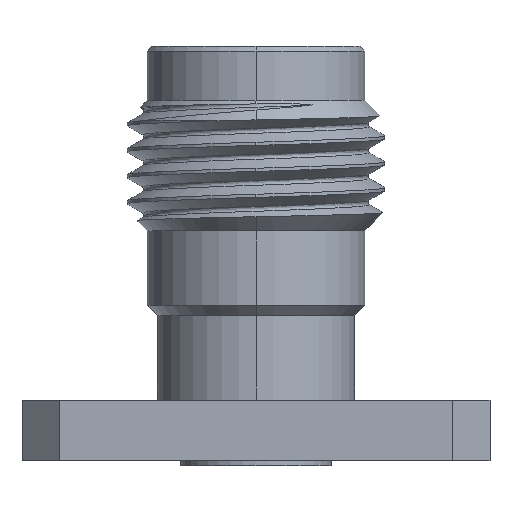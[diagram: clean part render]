
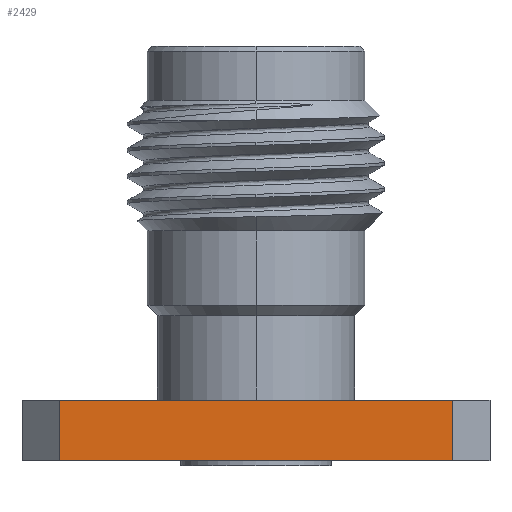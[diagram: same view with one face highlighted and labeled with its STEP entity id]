
A CAD part, front view. The second image highlights one B-rep face of the part: STEP entity #2429.
In plain terms, the highlighted planar face has unit normal (0, -1, 0).
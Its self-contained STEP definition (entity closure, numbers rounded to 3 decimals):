
#62 = DIRECTION ( 'NONE',  ( 0., 0., -1. ) ) ;
#87 = DIRECTION ( 'NONE',  ( 1., 0., 0. ) ) ;
#147 = LINE ( 'NONE', #2840, #3425 ) ;
#287 = CARTESIAN_POINT ( 'NONE',  ( 5.334, -6.35, -1.65 ) ) ;
#295 = AXIS2_PLACEMENT_3D ( 'NONE', #2745, #4314, #1977 ) ;
#397 = CARTESIAN_POINT ( 'NONE',  ( 5.334, -6.35, -1.65 ) ) ;
#408 = VERTEX_POINT ( 'NONE', #2194 ) ;
#437 = VECTOR ( 'NONE', #62, 1000. ) ;
#568 = ORIENTED_EDGE ( 'NONE', *, *, #1713, .T. ) ;
#726 = VERTEX_POINT ( 'NONE', #397 ) ;
#790 = VECTOR ( 'NONE', #1455, 1000. ) ;
#1215 = EDGE_CURVE ( 'NONE', #726, #3430, #1802, .T. ) ;
#1455 = DIRECTION ( 'NONE',  ( 0., 0., 1. ) ) ;
#1610 = PLANE ( 'NONE',  #295 ) ;
#1713 = EDGE_CURVE ( 'NONE', #3720, #726, #3908, .T. ) ;
#1802 = LINE ( 'NONE', #287, #790 ) ;
#1977 = DIRECTION ( 'NONE',  ( 0., 0., -1. ) ) ;
#1997 = CARTESIAN_POINT ( 'NONE',  ( -6.35, -6.35, -1.65 ) ) ;
#2017 = ORIENTED_EDGE ( 'NONE', *, *, #3350, .F. ) ;
#2194 = CARTESIAN_POINT ( 'NONE',  ( -5.334, -6.35, 0. ) ) ;
#2429 = ADVANCED_FACE ( 'NONE', ( #3227 ), #1610, .T. ) ;
#2745 = CARTESIAN_POINT ( 'NONE',  ( -6.35, -6.35, -1.65 ) ) ;
#2751 = VECTOR ( 'NONE', #87, 1000. ) ;
#2840 = CARTESIAN_POINT ( 'NONE',  ( -6.35, -6.35, 0. ) ) ;
#3062 = EDGE_LOOP ( 'NONE', ( #2017, #3693, #568, #3117 ) ) ;
#3117 = ORIENTED_EDGE ( 'NONE', *, *, #1215, .T. ) ;
#3227 = FACE_OUTER_BOUND ( 'NONE', #3062, .T. ) ;
#3350 = EDGE_CURVE ( 'NONE', #408, #3430, #147, .T. ) ;
#3425 = VECTOR ( 'NONE', #4740, 1000. ) ;
#3430 = VERTEX_POINT ( 'NONE', #4826 ) ;
#3484 = LINE ( 'NONE', #4312, #437 ) ;
#3693 = ORIENTED_EDGE ( 'NONE', *, *, #3840, .T. ) ;
#3720 = VERTEX_POINT ( 'NONE', #4557 ) ;
#3840 = EDGE_CURVE ( 'NONE', #408, #3720, #3484, .T. ) ;
#3908 = LINE ( 'NONE', #1997, #2751 ) ;
#4312 = CARTESIAN_POINT ( 'NONE',  ( -5.334, -6.35, -1.65 ) ) ;
#4314 = DIRECTION ( 'NONE',  ( 0., -1., 0. ) ) ;
#4557 = CARTESIAN_POINT ( 'NONE',  ( -5.334, -6.35, -1.65 ) ) ;
#4740 = DIRECTION ( 'NONE',  ( 1., 0., 0. ) ) ;
#4826 = CARTESIAN_POINT ( 'NONE',  ( 5.334, -6.35, 0. ) ) ;
